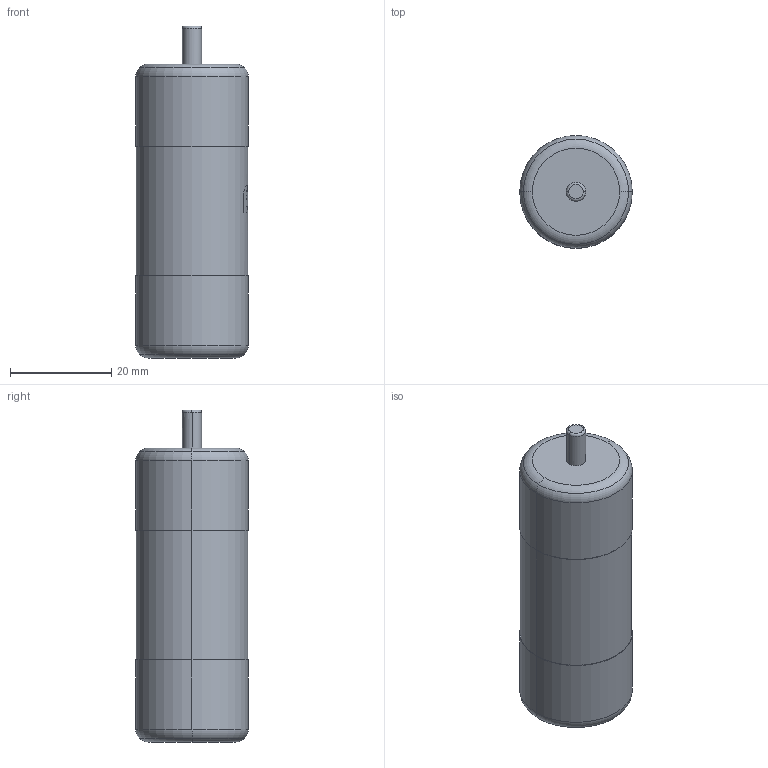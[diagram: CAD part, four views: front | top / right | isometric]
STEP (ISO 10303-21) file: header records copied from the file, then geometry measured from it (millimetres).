
FILE_DESCRIPTION((''),'2;1');
FILE_NAME('CH22X58_STRIKER_ASM','2021-01-18T',('marketing.praksa'),('Audax d.o.o.'),'CREO PARAMETRIC BY PTC INC, 2017480','CREO PARAMETRIC BY PTC INC, 2017480','');
FILE_SCHEMA(('AUTOMOTIVE_DESIGN { 1 0 10303 214 1 1 1 1 }'));
Length unit declared in the file: millimetre
Products named in the file (10): 1A6_1_1_1_2; 1AF_1_1; 1B3_1_1_1; 2CB-407_1_1; 2CB-408_1_1; 2CB-409_1_1; PRODUCT_ASM_1_ASM_1_ASM; C_CH22_ASM_1_ASM_1_ASM; CH22X58_ASM_1_ASM; CH22X58_STRIKER_ASM
Assembly tree (9 placements, depth 5):
  CH22X58_STRIKER_ASM
    CH22X58_ASM_1_ASM
      C_CH22_ASM_1_ASM_1_ASM
        PRODUCT_ASM_1_ASM_1_ASM
          1A6_1_1_1_2
          1AF_1_1
          1B3_1_1_1
          2CB-407_1_1
          2CB-408_1_1
          2CB-409_1_1
Bounding box: 22.2 x 22.2 x 65.5 mm (x, y, z)
Volume: 22179.5 mm3; surface area: 6559.1 mm2
Topology: 6 solids, 6 shells, 130 faces, 435 edges, 320 vertices
Faces by surface type: plane 61, cylinder 59, torus 10
Entity records: 8177 total; most frequent: CARTESIAN_POINT 1387, ORIENTED_EDGE 870, DIRECTION 785, PRESENTATION_STYLE_ASSIGNMENT 571, STYLED_ITEM 571, CURVE_STYLE 435, EDGE_CURVE 435, VERTEX_POINT 320
